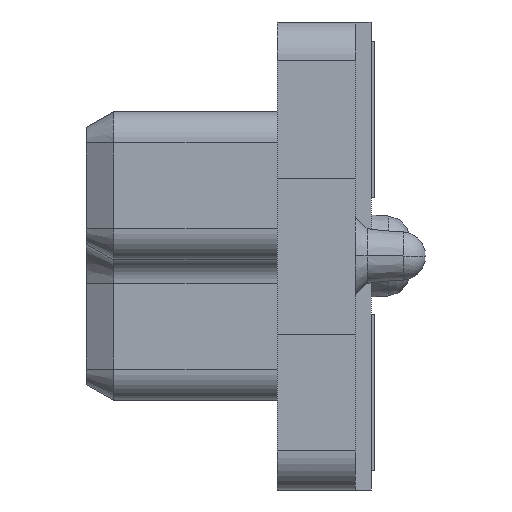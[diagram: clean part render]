
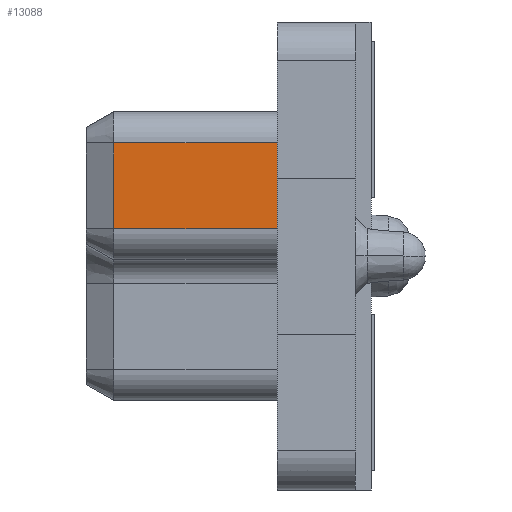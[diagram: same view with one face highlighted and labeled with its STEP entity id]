
A CAD part, left-side view. The second image highlights one B-rep face of the part: STEP entity #13088.
In plain terms, the highlighted planar face has unit normal (-1, 0, 0).
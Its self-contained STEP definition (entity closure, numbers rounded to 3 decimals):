
#1085=DIRECTION('',(0.,0.,-1.));
#1086=VECTOR('',#1085,1.1);
#1087=CARTESIAN_POINT('',(-18.075,1.2,1.45));
#1088=LINE('10248',#1087,#1086);
#1117=DIRECTION('',(0.,-1.,0.));
#1118=VECTOR('',#1117,2.1);
#1119=CARTESIAN_POINT('',(-18.075,3.3,
0.35));
#1120=LINE('10249',#1119,#1118);
#1125=DIRECTION('',(0.,1.,0.));
#1126=VECTOR('',#1125,2.1);
#1127=CARTESIAN_POINT('',(-18.075,1.2,1.45));
#1128=LINE('10245',#1127,#1126);
#1264=DIRECTION('',(0.,0.,1.));
#1265=VECTOR('',#1264,1.1);
#1266=CARTESIAN_POINT('',(-18.075,3.3,
0.35));
#1267=LINE('10250',#1266,#1265);
#8935=CARTESIAN_POINT('',(-18.075,1.2,1.45));
#8936=CARTESIAN_POINT('',(-18.075,3.3,1.45));
#8937=VERTEX_POINT('',#8935);
#8938=VERTEX_POINT('',#8936);
#8939=CARTESIAN_POINT('',(-18.075,1.2,0.35));
#8940=VERTEX_POINT('',#8939);
#8941=CARTESIAN_POINT('',(-18.075,3.3,
0.35));
#8942=VERTEX_POINT('',#8941);
#13075=CARTESIAN_POINT('',(-18.075,2.25,0.9));
#13076=DIRECTION('',(1.,0.,0.));
#13077=DIRECTION('',(0.,0.,1.));
#13078=AXIS2_PLACEMENT_3D('',#13075,#13076,#13077);
#13079=PLANE('9049',#13078);
#13081=ORIENTED_EDGE('10245',*,*,#13080,.F.);
#13082=ORIENTED_EDGE('10248',*,*,#12989,.T.);
#13083=ORIENTED_EDGE('10249',*,*,#13059,.F.);
#13085=ORIENTED_EDGE('10250',*,*,#13084,.T.);
#13086=EDGE_LOOP('9049',(#13081,#13082,#13083,#13085));
#13087=FACE_OUTER_BOUND('9049',#13086,.F.);
#12989=EDGE_CURVE('10248',#8937,#8940,#1088,.T.);
#13059=EDGE_CURVE('10249',#8942,#8940,#1120,.T.);
#13080=EDGE_CURVE('10245',#8937,#8938,#1128,.T.);
#13084=EDGE_CURVE('10250',#8942,#8938,#1267,.T.);
#13088=ADVANCED_FACE('9049',(#13087),#13079,.F.);
